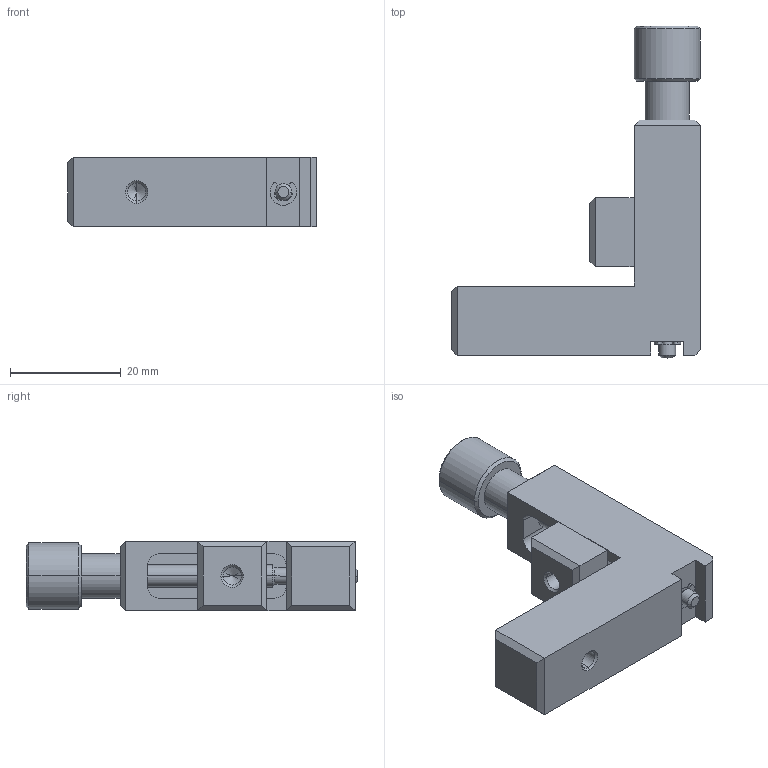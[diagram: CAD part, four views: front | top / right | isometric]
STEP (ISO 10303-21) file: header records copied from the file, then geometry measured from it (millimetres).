
FILE_DESCRIPTION (( 'STEP AP214' ), '1' );
FILE_NAME ('OM-010-010-010_01.STEP', '2024-10-14T15:26:00', ( '' ), ( '' ), 'SwSTEP 2.0', 'SolidWorks 2022', '' );
FILE_SCHEMA (( 'AUTOMOTIVE_DESIGN' ));
Length unit declared in the file: millimetre
Products named in the file (5): OM-999-005-110_01; OM-010-010-120_01; OM-010-010-110_01; OM-010-010-010_01; lock washer for shafts_din_Lock washer DIN 6799 - 1.9
Assembly tree (4 placements, depth 2):
  OM-010-010-010_01
    OM-010-010-110_01
    OM-999-005-110_01
    OM-010-010-120_01
    lock washer for shafts_din_Lock washer DIN 6799 - 1.9
Bounding box: 45 x 60 x 12.5 mm (x, y, z)
Volume: 12699.1 mm3; surface area: 7263.9 mm2
Topology: 4 solids, 4 shells, 120 faces, 285 edges, 176 vertices
Faces by surface type: plane 58, cylinder 42, cone 20
Entity records: 3821 total; most frequent: DIRECTION 635, CARTESIAN_POINT 584, ORIENTED_EDGE 562, EDGE_CURVE 281, AXIS2_PLACEMENT_3D 227, VECTOR 181, LINE 181, VERTEX_POINT 176
